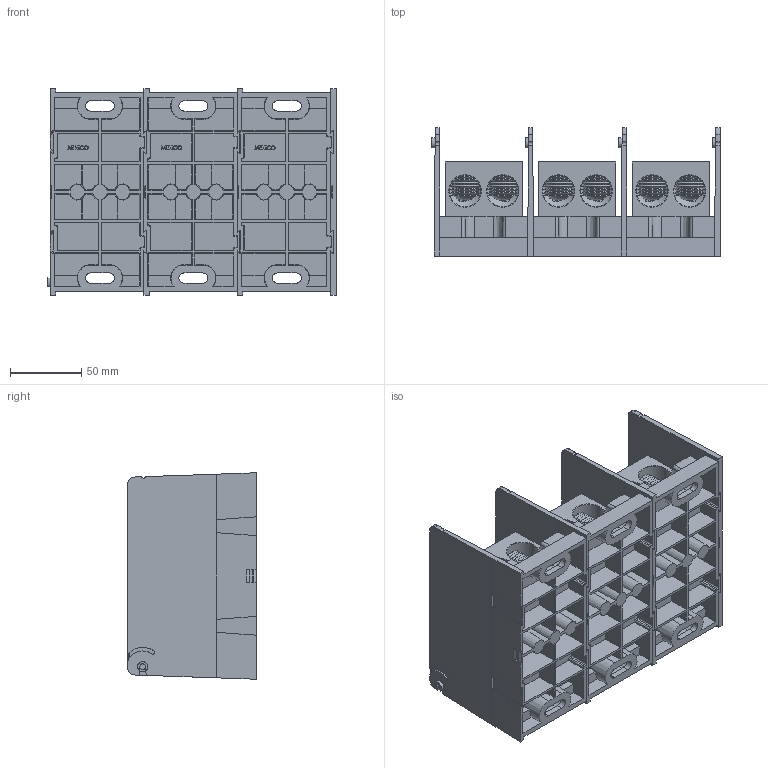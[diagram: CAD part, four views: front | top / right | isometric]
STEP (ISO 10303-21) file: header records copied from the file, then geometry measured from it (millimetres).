
FILE_DESCRIPTION (( 'STEP AP214' ), '1' );
FILE_NAME ('701913rev-3P.STEP', '2014-01-13T12:36:31', ( '' ), ( '' ), 'SwSTEP 2.0', 'SolidWorks 2013', '' );
FILE_SCHEMA (( 'AUTOMOTIVE_DESIGN' ));
Length unit declared in the file: inch
Products named in the file (1): 701913rev-3P
Bounding box: 202.31 x 90.17 x 144.78 mm (x, y, z)
Volume: 784753.2 mm3; surface area: 400317.5 mm2
Topology: 25 solids, 25 shells, 1722 faces, 4371 edges, 2801 vertices
Faces by surface type: plane 937, cone 423, cylinder 269, bspline 63, torus 18, sphere 12
Full cylindrical faces by diameter (mm): 4.064 x1, 4.928 x3, 6.909 x6, 7.112 x1, 10.795 x6, 12.7 x6, 19.05 x12, 22.225 x12
Entity records: 86405 total; most frequent: CARTESIAN_POINT 25389, ORIENTED_EDGE 7810, DIRECTION 7358, EDGE_CURVE 3905, VERTEX_POINT 2715, LINE 2486, VECTOR 2486, AXIS2_PLACEMENT_3D 2436
